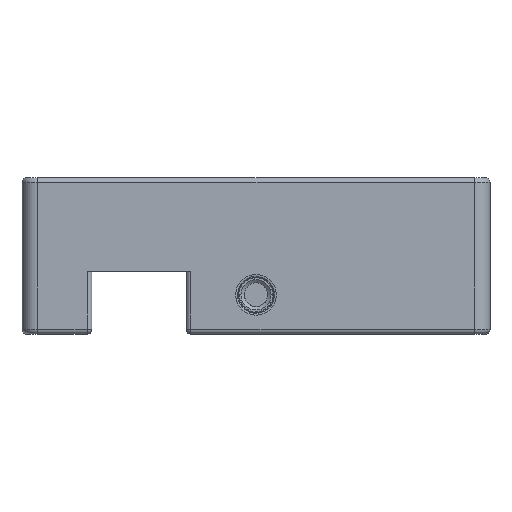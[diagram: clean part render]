
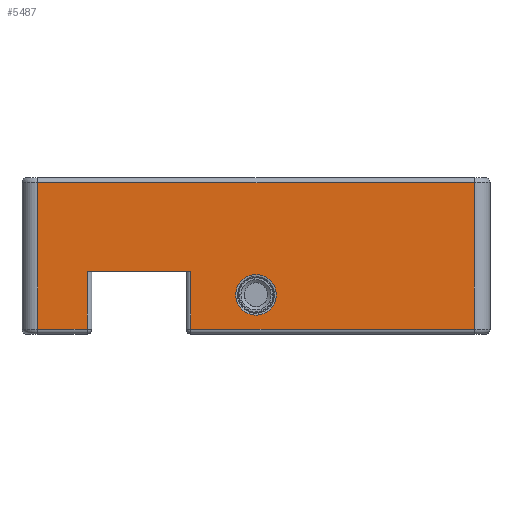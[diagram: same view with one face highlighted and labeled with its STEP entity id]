
A CAD part, top view. The second image highlights one B-rep face of the part: STEP entity #5487.
In plain terms, the highlighted planar face has unit normal (0, 0, 1).
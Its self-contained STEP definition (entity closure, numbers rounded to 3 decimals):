
#216=FACE_BOUND('',#959,.T.);
#245=PLANE('',#6119);
#624=FACE_OUTER_BOUND('',#958,.T.);
#958=EDGE_LOOP('',(#4789,#4790,#4791,#4792,#4793,#4794,#4795,#4796));
#959=EDGE_LOOP('',(#4797));
#1370=CIRCLE('',#6114,2.6);
#1737=LINE('',#20367,#1869);
#1738=LINE('',#20369,#1870);
#1739=LINE('',#20371,#1871);
#1740=LINE('',#20373,#1872);
#1741=LINE('',#20375,#1873);
#1742=LINE('',#20377,#1874);
#1743=LINE('',#20379,#1875);
#1744=LINE('',#20380,#1876);
#1869=VECTOR('',#7393,10.);
#1870=VECTOR('',#7394,10.);
#1871=VECTOR('',#7395,10.);
#1872=VECTOR('',#7396,10.);
#1873=VECTOR('',#7397,10.);
#1874=VECTOR('',#7398,10.);
#1875=VECTOR('',#7399,10.);
#1876=VECTOR('',#7400,10.);
#2423=VERTEX_POINT('',#20355);
#2426=VERTEX_POINT('',#20365);
#2427=VERTEX_POINT('',#20366);
#2428=VERTEX_POINT('',#20368);
#2429=VERTEX_POINT('',#20370);
#2430=VERTEX_POINT('',#20372);
#2431=VERTEX_POINT('',#20374);
#2432=VERTEX_POINT('',#20376);
#2433=VERTEX_POINT('',#20378);
#3222=EDGE_CURVE('',#2423,#2423,#1370,.T.);
#3227=EDGE_CURVE('',#2426,#2427,#1737,.T.);
#3228=EDGE_CURVE('',#2427,#2428,#1738,.T.);
#3229=EDGE_CURVE('',#2429,#2428,#1739,.T.);
#3230=EDGE_CURVE('',#2429,#2430,#1740,.T.);
#3231=EDGE_CURVE('',#2430,#2431,#1741,.T.);
#3232=EDGE_CURVE('',#2431,#2432,#1742,.T.);
#3233=EDGE_CURVE('',#2432,#2433,#1743,.T.);
#3234=EDGE_CURVE('',#2433,#2426,#1744,.T.);
#4789=ORIENTED_EDGE('',*,*,#3227,.T.);
#4790=ORIENTED_EDGE('',*,*,#3228,.T.);
#4791=ORIENTED_EDGE('',*,*,#3229,.F.);
#4792=ORIENTED_EDGE('',*,*,#3230,.T.);
#4793=ORIENTED_EDGE('',*,*,#3231,.T.);
#4794=ORIENTED_EDGE('',*,*,#3232,.T.);
#4795=ORIENTED_EDGE('',*,*,#3233,.T.);
#4796=ORIENTED_EDGE('',*,*,#3234,.T.);
#4797=ORIENTED_EDGE('',*,*,#3222,.T.);
#5487=ADVANCED_FACE('',(#624,#216),#245,.F.);
#6114=AXIS2_PLACEMENT_3D('',#20356,#7380,#7381);
#6119=AXIS2_PLACEMENT_3D('',#20364,#7391,#7392);
#7380=DIRECTION('center_axis',(0.,0.,-1.));
#7381=DIRECTION('ref_axis',(1.,0.,0.));
#7391=DIRECTION('center_axis',(0.,0.,-1.));
#7392=DIRECTION('ref_axis',(-1.,0.,0.));
#7393=DIRECTION('',(1.,0.,0.));
#7394=DIRECTION('',(0.,1.,0.));
#7395=DIRECTION('',(-1.,0.,0.));
#7396=DIRECTION('',(0.,-1.,0.));
#7397=DIRECTION('',(1.,0.,0.));
#7398=DIRECTION('',(0.,1.,0.));
#7399=DIRECTION('',(-1.,0.,0.));
#7400=DIRECTION('',(0.,-1.,0.));
#20355=CARTESIAN_POINT('',(-2.6,5.,-30.));
#20356=CARTESIAN_POINT('Origin',(0.,5.,-30.));
#20364=CARTESIAN_POINT('Origin',(0.,10.,-30.));
#20365=CARTESIAN_POINT('',(-28.,0.6,-30.));
#20366=CARTESIAN_POINT('',(-21.65,0.6,-30.));
#20367=CARTESIAN_POINT('',(-10.525,0.6,-30.));
#20368=CARTESIAN_POINT('',(-21.65,8.,-30.));
#20369=CARTESIAN_POINT('',(-21.65,9.,-30.));
#20370=CARTESIAN_POINT('',(-8.35,8.,-30.));
#20371=CARTESIAN_POINT('',(-8.95,8.,-30.));
#20372=CARTESIAN_POINT('',(-8.35,0.6,-30.));
#20373=CARTESIAN_POINT('',(-8.35,5.,-30.));
#20374=CARTESIAN_POINT('',(28.,0.6,-30.));
#20375=CARTESIAN_POINT('',(15.,0.6,-30.));
#20376=CARTESIAN_POINT('',(28.,19.4,-30.));
#20377=CARTESIAN_POINT('',(28.,15.,-30.));
#20378=CARTESIAN_POINT('',(-28.,19.4,-30.));
#20379=CARTESIAN_POINT('',(-15.,19.4,-30.));
#20380=CARTESIAN_POINT('',(-28.,5.,-30.));
